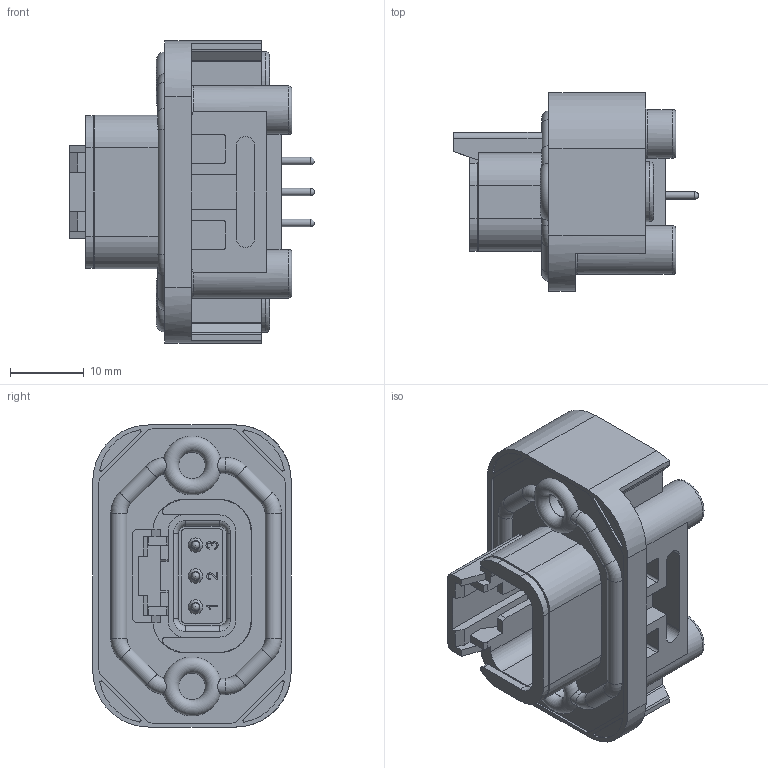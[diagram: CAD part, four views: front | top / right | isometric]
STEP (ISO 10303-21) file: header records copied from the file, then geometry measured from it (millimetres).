
FILE_DESCRIPTION(/* description */ ('STEP AP214'),/* implementation_level */ '2;1');
FILE_NAME(/* name */ 'ATM15-3P-BM01',/* time_stamp */ '2023-07-03T22:40:44+02:00',/* author */ ('License CC BY-ND 4.0'),/* organization */ ('CADENAS'),/* preprocessor_version */ 'ST-DEVELOPER v19.3',/* originating_system */ 'PARTsolutions',/* authorisation */ ' ');
FILE_SCHEMA (('AUTOMOTIVE_DESIGN {1 0 10303 214 3 1 1}'));
Length unit declared in the file: millimetre
Products named in the file (1): ATM15-3P-BM01
Bounding box: 33.25 x 26.95 x 41.02 mm (x, y, z)
Volume: 13778.2 mm3; surface area: 7465.4 mm2
Topology: 1 solids, 1 shells, 358 faces, 973 edges, 644 vertices
Faces by surface type: plane 204, cylinder 121, torus 24, sphere 6, cone 3
Full cylindrical faces by diameter (mm): 1 x6, 3.1 x4, 3.65 x2, 6.6 x4
Entity records: 13638 total; most frequent: CARTESIAN_POINT 2099, DIRECTION 1886, ORIENTED_EDGE 1848, EDGE_CURVE 924, AXIS2_PLACEMENT_3D 645, VERTEX_POINT 628, LINE 596, VECTOR 596
